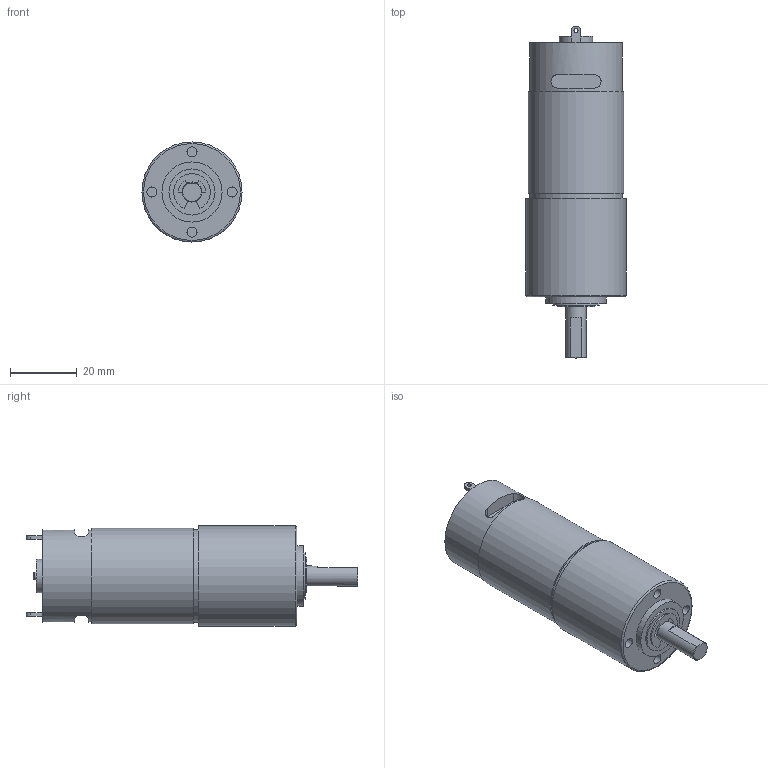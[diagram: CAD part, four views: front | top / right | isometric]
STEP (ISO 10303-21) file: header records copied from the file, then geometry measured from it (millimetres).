
FILE_DESCRIPTION((''),'2;1');
FILE_NAME('K30-2847 SERIES.stp','2015-02-26T17:45:28',('AHN'),(''),'Autodesk Inventor 2012','Autodesk Inventor 2012','');
FILE_SCHEMA(('CONFIG_CONTROL_DESIGN'));
Length unit declared in the file: millimetre
Products named in the file (1): k30-2847
Bounding box: 30 x 99.4 x 30 mm (x, y, z)
Volume: 50883.9 mm3; surface area: 9396.5 mm2
Topology: 1 solids, 1 shells, 74 faces, 160 edges, 105 vertices
Faces by surface type: plane 43, cylinder 28, torus 2, cone 1
Full cylindrical faces by diameter (mm): 1.2 x2, 2.3 x1, 3 x4, 6 x1, 10 x1, 13.8 x1, 18 x1, 25.8 x1, 27.8 x2, 28.7 x1, 30 x1
Entity records: 2018 total; most frequent: CARTESIAN_POINT 396, DIRECTION 346, ORIENTED_EDGE 282, EDGE_CURVE 141, AXIS2_PLACEMENT_3D 140, EDGE_LOOP 113, VERTEX_POINT 104, FACE_OUTER_BOUND 74
